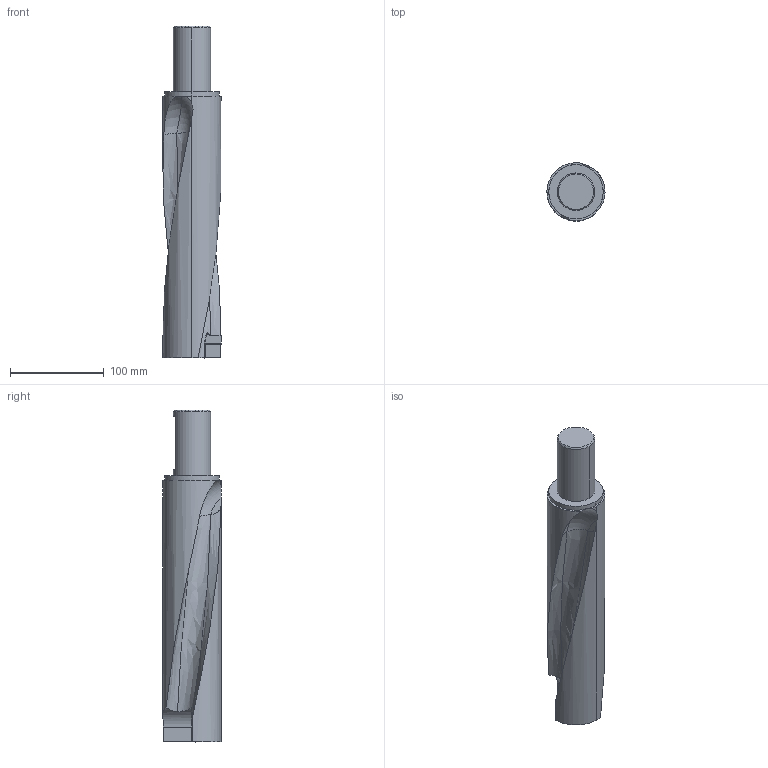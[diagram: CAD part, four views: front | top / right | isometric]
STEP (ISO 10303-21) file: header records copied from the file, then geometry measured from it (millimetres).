
FILE_DESCRIPTION(('no description'),'unknown implementation level');
FILE_NAME('solidJYzgX5gmWZv2WCnLmZuKThW7ZHA_1.STP',' ',('CIM GmbH Aachen'),('CADClick - KiM GmbH - www.kimweb.de'),'unknown preprocess','ACIS','unknown authorization');
FILE_SCHEMA(('automotive_design'));
Length unit declared in the file: millimetre
Products named in the file (1): 1
Bounding box: 62 x 62 x 354.5 mm (x, y, z)
Volume: 643578.4 mm3; surface area: 77067.4 mm2
Topology: 1 solids, 1 shells, 69 faces, 184 edges, 119 vertices
Faces by surface type: plane 30, cylinder 21, bspline 6, revolution 6, cone 4, torus 2
Entity records: 6433 total; most frequent: CARTESIAN_POINT 2693, STYLED_ITEM 373, PRESENTATION_STYLE_ASSIGNMENT 373, COLOUR_RGB 373, ORIENTED_EDGE 368, DIRECTION 312, EDGE_CURVE 184, CURVE_STYLE 184
